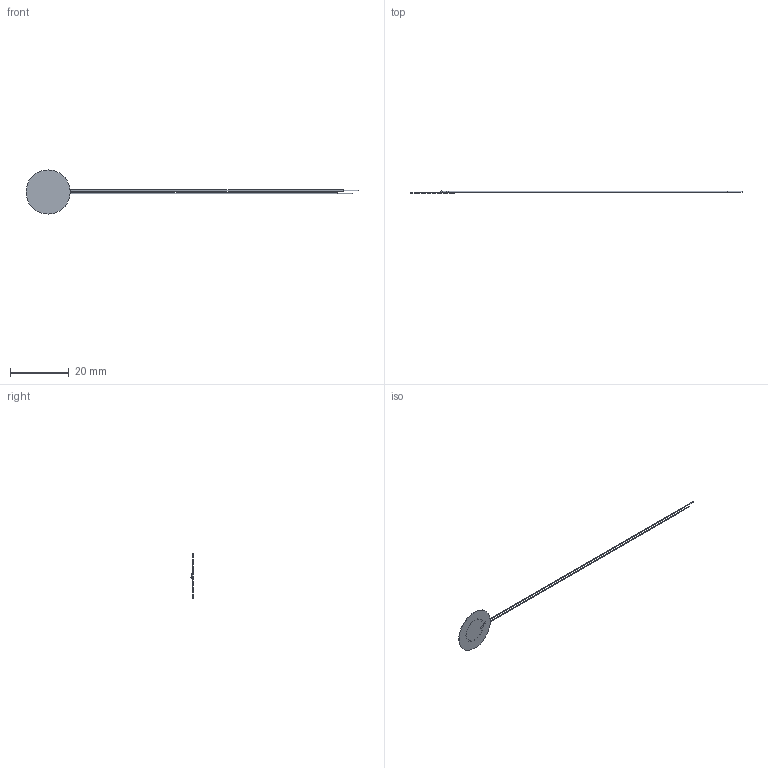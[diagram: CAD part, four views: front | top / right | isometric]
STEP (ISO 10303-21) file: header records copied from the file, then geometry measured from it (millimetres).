
FILE_DESCRIPTION(/* description */ (''),/* implementation_level */ '2;1');
FILE_NAME(/* name */ 'AB1541B-LW100-R.ipt.step',/* time_stamp */ '2024-02-07T22:14:44-05:00',/* author */ ('dunn'),/* organization */ (''),/* preprocessor_version */ 'ST-DEVELOPER v20',/* originating_system */ 'Autodesk Inventor 2024',/* authorisation */ '');
FILE_SCHEMA (('AUTOMOTIVE_DESIGN { 1 0 10303 214 3 1 1 }'));
Length unit declared in the file: millimetre
Products named in the file (1): AB1541B-LW100-R
Bounding box: 112.7 x 0.73 x 15 mm (x, y, z)
Volume: 44 mm3; surface area: 582.3 mm2
Topology: 2 solids, 2 shells, 26 faces, 45 edges, 30 vertices
Faces by surface type: plane 11, cylinder 8, bspline 4, torus 3
Full cylindrical faces by diameter (mm): 0.255 x2, 0.355 x2, 8.4 x1, 15 x1
Entity records: 4004 total; most frequent: CARTESIAN_POINT 3393, DIRECTION 106, ORIENTED_EDGE 86, AXIS2_PLACEMENT_3D 50, EDGE_CURVE 43, EDGE_LOOP 35, VERTEX_POINT 30, CIRCLE 27
